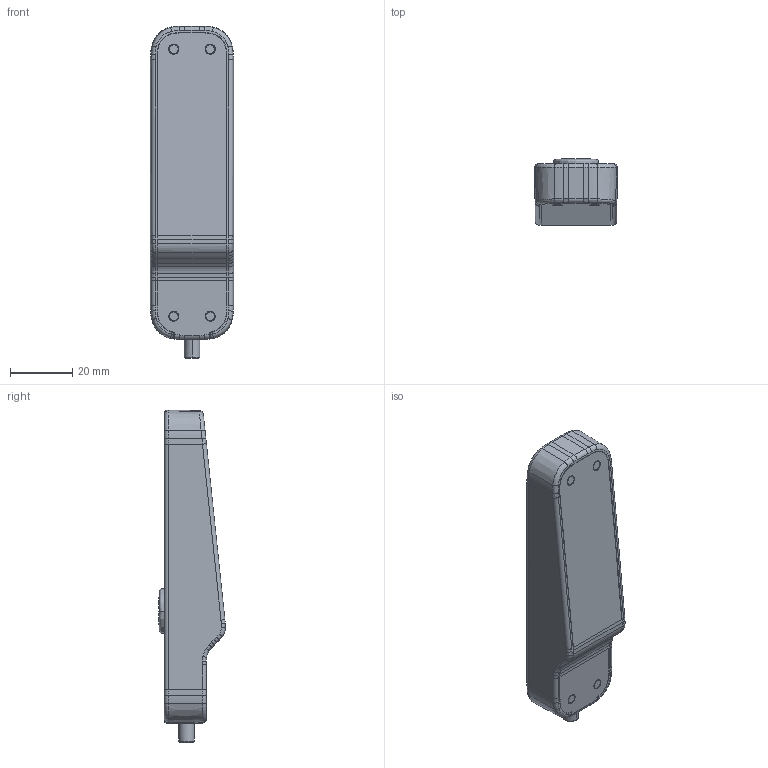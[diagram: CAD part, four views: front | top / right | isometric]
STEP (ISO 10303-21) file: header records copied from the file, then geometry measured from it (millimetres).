
FILE_DESCRIPTION (( 'STEP AP214' ), '1' );
FILE_NAME ('SIGMA_CR-41_ver1.STEP', '2019-09-11T01:15:11', ( '' ), ( '' ), 'SwSTEP 2.0', 'SolidWorks 2016', '' );
FILE_SCHEMA (( 'AUTOMOTIVE_DESIGN' ));
Length unit declared in the file: millimetre
Products named in the file (2): SIGMA_CR-41_ver1
Bounding box: 26.7 x 21.42 x 106.7 mm (x, y, z)
Volume: 39597.7 mm3; surface area: 10352.8 mm2
Topology: 1 solids, 1 shells, 599 faces, 1567 edges, 987 vertices
Faces by surface type: bspline 178, cylinder 161, plane 142, torus 62, cone 56
Entity records: 22251 total; most frequent: CARTESIAN_POINT 8758, ORIENTED_EDGE 3130, DIRECTION 2410, EDGE_CURVE 1565, VERTEX_POINT 987, AXIS2_PLACEMENT_3D 903, EDGE_LOOP 618, LINE 604
